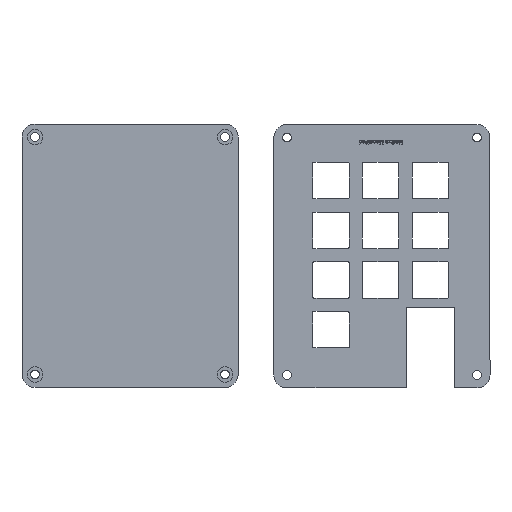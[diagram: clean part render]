
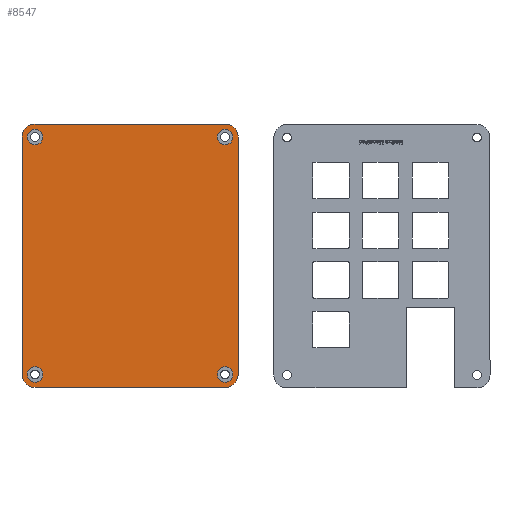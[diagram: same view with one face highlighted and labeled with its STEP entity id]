
A CAD part, front view. The second image highlights one B-rep face of the part: STEP entity #8547.
In plain terms, the highlighted planar face has unit normal (0, -1, 0).
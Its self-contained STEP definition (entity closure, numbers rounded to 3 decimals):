
#701=FACE_BOUND('',#1450,.T.);
#702=FACE_BOUND('',#1451,.T.);
#703=FACE_BOUND('',#1452,.T.);
#704=FACE_BOUND('',#1453,.T.);
#773=PLANE('',#9067);
#972=FACE_OUTER_BOUND('',#1449,.T.);
#1449=EDGE_LOOP('',(#5922,#5923,#5924,#5925,#5926,#5927,#5928,#5929));
#1450=EDGE_LOOP('',(#5930));
#1451=EDGE_LOOP('',(#5931));
#1452=EDGE_LOOP('',(#5932));
#1453=EDGE_LOOP('',(#5933));
#1968=LINE('',#10944,#2730);
#1981=LINE('',#10985,#2743);
#1984=LINE('',#10994,#2746);
#2003=LINE('',#11050,#2765);
#2730=VECTOR('',#9422,10.);
#2743=VECTOR('',#9457,10.);
#2746=VECTOR('',#9466,10.);
#2765=VECTOR('',#9531,10.);
#3485=CIRCLE('',#9028,5.);
#3493=CIRCLE('',#9039,5.);
#3494=CIRCLE('',#9042,5.);
#3495=CIRCLE('',#9045,5.);
#3497=CIRCLE('',#9055,3.);
#3499=CIRCLE('',#9058,3.);
#3501=CIRCLE('',#9061,3.);
#3503=CIRCLE('',#9064,3.);
#3606=VERTEX_POINT('',#10926);
#3607=VERTEX_POINT('',#10928);
#3613=VERTEX_POINT('',#10942);
#3629=VERTEX_POINT('',#10979);
#3630=VERTEX_POINT('',#10983);
#3631=VERTEX_POINT('',#10987);
#3632=VERTEX_POINT('',#10989);
#3633=VERTEX_POINT('',#10993);
#3641=VERTEX_POINT('',#11027);
#3643=VERTEX_POINT('',#11033);
#3645=VERTEX_POINT('',#11039);
#3647=VERTEX_POINT('',#11045);
#4490=EDGE_CURVE('',#3606,#3607,#3485,.T.);
#4498=EDGE_CURVE('',#3606,#3613,#1968,.T.);
#4517=EDGE_CURVE('',#3629,#3613,#3493,.T.);
#4519=EDGE_CURVE('',#3629,#3630,#1981,.T.);
#4521=EDGE_CURVE('',#3631,#3632,#3494,.T.);
#4523=EDGE_CURVE('',#3633,#3632,#1984,.T.);
#4525=EDGE_CURVE('',#3633,#3630,#3495,.T.);
#4541=EDGE_CURVE('',#3641,#3641,#3497,.T.);
#4544=EDGE_CURVE('',#3643,#3643,#3499,.T.);
#4547=EDGE_CURVE('',#3645,#3645,#3501,.T.);
#4550=EDGE_CURVE('',#3647,#3647,#3503,.T.);
#4551=EDGE_CURVE('',#3631,#3607,#2003,.T.);
#5922=ORIENTED_EDGE('',*,*,#4490,.F.);
#5923=ORIENTED_EDGE('',*,*,#4498,.T.);
#5924=ORIENTED_EDGE('',*,*,#4517,.F.);
#5925=ORIENTED_EDGE('',*,*,#4519,.T.);
#5926=ORIENTED_EDGE('',*,*,#4525,.F.);
#5927=ORIENTED_EDGE('',*,*,#4523,.T.);
#5928=ORIENTED_EDGE('',*,*,#4521,.F.);
#5929=ORIENTED_EDGE('',*,*,#4551,.T.);
#5930=ORIENTED_EDGE('',*,*,#4544,.F.);
#5931=ORIENTED_EDGE('',*,*,#4541,.F.);
#5932=ORIENTED_EDGE('',*,*,#4550,.F.);
#5933=ORIENTED_EDGE('',*,*,#4547,.F.);
#8547=ADVANCED_FACE('',(#972,#701,#702,#703,#704),#773,.F.);
#9028=AXIS2_PLACEMENT_3D('',#10929,#9411,#9412);
#9039=AXIS2_PLACEMENT_3D('',#10981,#9452,#9453);
#9042=AXIS2_PLACEMENT_3D('',#10990,#9461,#9462);
#9045=AXIS2_PLACEMENT_3D('',#10997,#9470,#9471);
#9055=AXIS2_PLACEMENT_3D('',#11029,#9504,#9505);
#9058=AXIS2_PLACEMENT_3D('',#11035,#9511,#9512);
#9061=AXIS2_PLACEMENT_3D('',#11041,#9518,#9519);
#9064=AXIS2_PLACEMENT_3D('',#11047,#9525,#9526);
#9067=AXIS2_PLACEMENT_3D('',#11051,#9532,#9533);
#9411=DIRECTION('center_axis',(0.,1.,0.));
#9412=DIRECTION('ref_axis',(-0.707,0.,-0.707));
#9422=DIRECTION('',(1.,0.,0.));
#9452=DIRECTION('center_axis',(0.,1.,0.));
#9453=DIRECTION('ref_axis',(0.707,0.,-0.707));
#9457=DIRECTION('',(0.,0.,1.));
#9461=DIRECTION('center_axis',(0.,1.,0.));
#9462=DIRECTION('ref_axis',(-0.707,0.,0.707));
#9466=DIRECTION('',(-1.,0.,0.));
#9470=DIRECTION('center_axis',(0.,1.,0.));
#9471=DIRECTION('ref_axis',(0.707,0.,0.707));
#9504=DIRECTION('center_axis',(0.,-1.,0.));
#9505=DIRECTION('ref_axis',(1.,0.,0.));
#9511=DIRECTION('center_axis',(0.,-1.,0.));
#9512=DIRECTION('ref_axis',(1.,0.,0.));
#9518=DIRECTION('center_axis',(0.,-1.,0.));
#9519=DIRECTION('ref_axis',(1.,0.,0.));
#9525=DIRECTION('center_axis',(0.,-1.,0.));
#9526=DIRECTION('ref_axis',(1.,0.,0.));
#9531=DIRECTION('',(0.,0.,-1.));
#9532=DIRECTION('center_axis',(0.,1.,0.));
#9533=DIRECTION('ref_axis',(1.,0.,0.));
#10926=CARTESIAN_POINT('',(-4.5,0.,-91.513));
#10928=CARTESIAN_POINT('',(-9.5,0.,-86.513));
#10929=CARTESIAN_POINT('Origin',(-4.5,0.,-86.513));
#10942=CARTESIAN_POINT('',(68.35,0.,-91.513));
#10944=CARTESIAN_POINT('',(-9.5,0.,-91.513));
#10979=CARTESIAN_POINT('',(73.35,0.,-86.513));
#10981=CARTESIAN_POINT('Origin',(68.35,0.,-86.513));
#10983=CARTESIAN_POINT('',(73.35,0.,4.5));
#10985=CARTESIAN_POINT('',(73.35,0.,-91.513));
#10987=CARTESIAN_POINT('',(-9.5,0.,4.5));
#10989=CARTESIAN_POINT('',(-4.5,0.,9.5));
#10990=CARTESIAN_POINT('Origin',(-4.5,0.,4.5));
#10993=CARTESIAN_POINT('',(68.35,0.,9.5));
#10994=CARTESIAN_POINT('',(73.35,0.,9.5));
#10997=CARTESIAN_POINT('Origin',(68.35,0.,4.5));
#11027=CARTESIAN_POINT('',(-7.5,0.,-86.513));
#11029=CARTESIAN_POINT('Origin',(-4.5,0.,-86.513));
#11033=CARTESIAN_POINT('',(-7.5,0.,4.5));
#11035=CARTESIAN_POINT('Origin',(-4.5,0.,4.5));
#11039=CARTESIAN_POINT('',(65.35,0.,4.5));
#11041=CARTESIAN_POINT('Origin',(68.35,0.,4.5));
#11045=CARTESIAN_POINT('',(65.35,0.,-86.513));
#11047=CARTESIAN_POINT('Origin',(68.35,0.,-86.513));
#11050=CARTESIAN_POINT('',(-9.5,0.,9.5));
#11051=CARTESIAN_POINT('Origin',(31.925,0.,-41.007));
